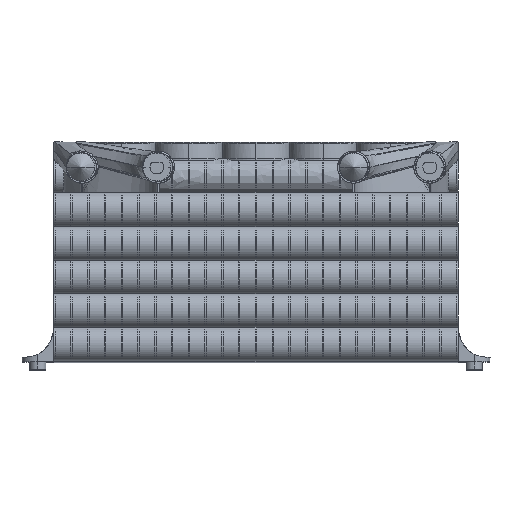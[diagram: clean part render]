
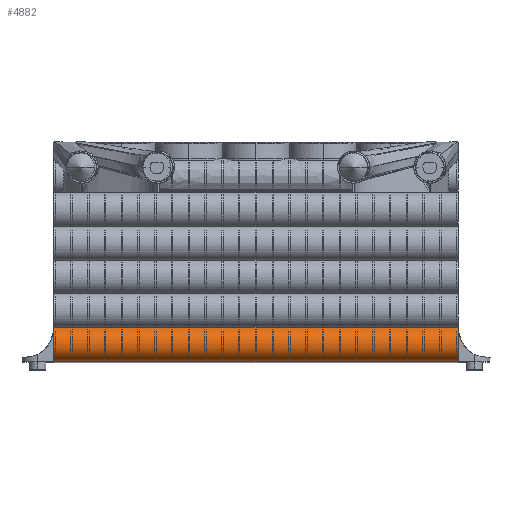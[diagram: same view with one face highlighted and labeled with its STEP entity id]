
A CAD part, top view. The second image highlights one B-rep face of the part: STEP entity #4882.
In plain terms, the highlighted free-form (B-spline) face has degree [2, 1] with [5, 2] control points.
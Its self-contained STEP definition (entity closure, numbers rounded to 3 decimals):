
#123 = VERTEX_POINT('',#124);
#124 = CARTESIAN_POINT('',(14.609,-170.226,
    0.));
#129 = EDGE_CURVE('',#130,#123,#132,.T.);
#130 = VERTEX_POINT('',#131);
#131 = CARTESIAN_POINT('',(-322.031,-170.226,
    0.));
#132 = B_SPLINE_CURVE_WITH_KNOTS('',1,(#133,#134),.UNSPECIFIED.,.F.,.F.,
  (2,2),(0.,265.),.PIECEWISE_BEZIER_KNOTS.);
#133 = CARTESIAN_POINT('',(-322.031,-170.226,
    0.));
#134 = CARTESIAN_POINT('',(14.609,-170.226,
    0.));
#1321 = EDGE_CURVE('',#1322,#130,#1324,.T.);
#1322 = VERTEX_POINT('',#1323);
#1323 = CARTESIAN_POINT('',(-322.031,-141.643,
    4.261));
#1324 = ( BOUNDED_CURVE() B_SPLINE_CURVE(2,(#1325,#1326,#1327,#1328,
#1329),.UNSPECIFIED.,.F.,.F.) B_SPLINE_CURVE_WITH_KNOTS((3,2,3),(
    1.867,3.29,4.712),
.PIECEWISE_BEZIER_KNOTS.) CURVE() GEOMETRIC_REPRESENTATION_ITEM() 
RATIONAL_B_SPLINE_CURVE((1.,0.757,1.,0.757,1.)) 
REPRESENTATION_ITEM('') );
#1325 = CARTESIAN_POINT('',(-322.031,-141.643,
    4.261));
#1326 = CARTESIAN_POINT('',(-322.031,-145.316,
    16.306));
#1327 = CARTESIAN_POINT('',(-322.031,-157.771,
    14.449));
#1328 = CARTESIAN_POINT('',(-322.031,-170.226,
    12.593));
#1329 = CARTESIAN_POINT('',(-322.031,-170.226,
    0.));
#1706 = VERTEX_POINT('',#1707);
#1707 = CARTESIAN_POINT('',(14.609,-141.643,
    4.261));
#1713 = EDGE_CURVE('',#1706,#123,#1714,.T.);
#1714 = ( BOUNDED_CURVE() B_SPLINE_CURVE(2,(#1715,#1716,#1717,#1718,
#1719),.UNSPECIFIED.,.F.,.F.) B_SPLINE_CURVE_WITH_KNOTS((3,2,3),(
    1.867,3.29,4.712),
.PIECEWISE_BEZIER_KNOTS.) CURVE() GEOMETRIC_REPRESENTATION_ITEM() 
RATIONAL_B_SPLINE_CURVE((1.,0.757,1.,0.757,1.)) 
REPRESENTATION_ITEM('') );
#1715 = CARTESIAN_POINT('',(14.609,-141.643,
    4.261));
#1716 = CARTESIAN_POINT('',(14.609,-145.316,
    16.306));
#1717 = CARTESIAN_POINT('',(14.609,-157.771,
    14.449));
#1718 = CARTESIAN_POINT('',(14.609,-170.226,
    12.593));
#1719 = CARTESIAN_POINT('',(14.609,-170.226,
    0.));
#4882 = ADVANCED_FACE('',(#4883),#4893,.T.);
#4883 = FACE_BOUND('',#4884,.T.);
#4884 = EDGE_LOOP('',(#4885,#4890,#4891,#4892));
#4885 = ORIENTED_EDGE('',*,*,#4886,.F.);
#4886 = EDGE_CURVE('',#1322,#1706,#4887,.T.);
#4887 = B_SPLINE_CURVE_WITH_KNOTS('',1,(#4888,#4889),.UNSPECIFIED.,.F.,
  .F.,(2,2),(-11.5,253.5),.PIECEWISE_BEZIER_KNOTS.);
#4888 = CARTESIAN_POINT('',(-322.031,-141.643,
    4.261));
#4889 = CARTESIAN_POINT('',(14.609,-141.643,
    4.261));
#4890 = ORIENTED_EDGE('',*,*,#1321,.T.);
#4891 = ORIENTED_EDGE('',*,*,#129,.T.);
#4892 = ORIENTED_EDGE('',*,*,#1713,.F.);
#4893 = ( BOUNDED_SURFACE() B_SPLINE_SURFACE(2,1,(
    (#4894,#4895)
    ,(#4896,#4897)
    ,(#4898,#4899)
    ,(#4900,#4901)
    ,(#4902,#4903
)),.UNSPECIFIED.,.F.,.F.,.F.) B_SPLINE_SURFACE_WITH_KNOTS((3,2,3),(2,2),
  (1.867,3.29,4.712),(0.,265.),
.PIECEWISE_BEZIER_KNOTS.) GEOMETRIC_REPRESENTATION_ITEM() 
RATIONAL_B_SPLINE_SURFACE((
    (1.,1.)
    ,(0.757,0.757)
    ,(1.,1.)
    ,(0.757,0.757)
,(1.,1.))) REPRESENTATION_ITEM('') SURFACE() );
#4894 = CARTESIAN_POINT('',(-322.031,-141.643,
    4.261));
#4895 = CARTESIAN_POINT('',(14.609,-141.643,
    4.261));
#4896 = CARTESIAN_POINT('',(-322.031,-145.316,
    16.306));
#4897 = CARTESIAN_POINT('',(14.609,-145.316,
    16.306));
#4898 = CARTESIAN_POINT('',(-322.031,-157.771,
    14.449));
#4899 = CARTESIAN_POINT('',(14.609,-157.771,
    14.449));
#4900 = CARTESIAN_POINT('',(-322.031,-170.226,
    12.593));
#4901 = CARTESIAN_POINT('',(14.609,-170.226,
    12.593));
#4902 = CARTESIAN_POINT('',(-322.031,-170.226,
    0.));
#4903 = CARTESIAN_POINT('',(14.609,-170.226,
    0.));
